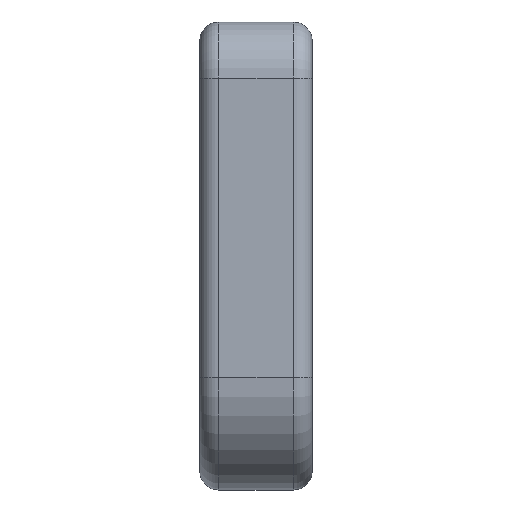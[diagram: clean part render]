
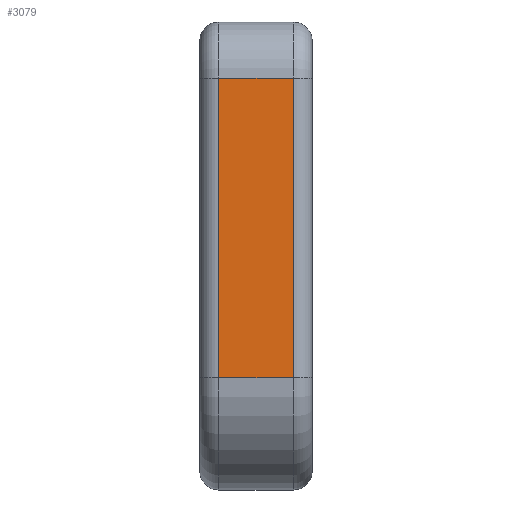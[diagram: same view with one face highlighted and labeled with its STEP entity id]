
A CAD part, left-side view. The second image highlights one B-rep face of the part: STEP entity #3079.
In plain terms, the highlighted planar face has unit normal (-1, 0, 0).
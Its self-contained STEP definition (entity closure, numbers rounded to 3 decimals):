
#410=LINE('',#5073,#695);
#413=LINE('',#5091,#698);
#438=LINE('',#5245,#723);
#444=LINE('',#5273,#729);
#695=VECTOR('',#4113,10.);
#698=VECTOR('',#4138,10.);
#723=VECTOR('',#4263,10.);
#729=VECTOR('',#4299,10.);
#813=PLANE('',#3421);
#992=FACE_OUTER_BOUND('',#1186,.T.);
#1186=EDGE_LOOP('',(#2690,#2691,#2692,#2693));
#1500=VERTEX_POINT('',#5067);
#1501=VERTEX_POINT('',#5071);
#1505=VERTEX_POINT('',#5089);
#1542=VERTEX_POINT('',#5243);
#1874=EDGE_CURVE('',#1500,#1501,#410,.T.);
#1883=EDGE_CURVE('',#1505,#1500,#413,.T.);
#1939=EDGE_CURVE('',#1542,#1505,#438,.T.);
#1954=EDGE_CURVE('',#1501,#1542,#444,.T.);
#2690=ORIENTED_EDGE('',*,*,#1874,.F.);
#2691=ORIENTED_EDGE('',*,*,#1883,.F.);
#2692=ORIENTED_EDGE('',*,*,#1939,.F.);
#2693=ORIENTED_EDGE('',*,*,#1954,.F.);
#3079=ADVANCED_FACE('',(#992),#813,.T.);
#3421=AXIS2_PLACEMENT_3D('',#5272,#4297,#4298);
#4113=DIRECTION('',(0.,0.,-1.));
#4138=DIRECTION('',(0.,-1.,0.));
#4263=DIRECTION('',(0.,0.,1.));
#4297=DIRECTION('center_axis',(-1.,0.,0.));
#4298=DIRECTION('ref_axis',(0.,0.,1.));
#4299=DIRECTION('',(0.,1.,0.));
#5067=CARTESIAN_POINT('',(-8.,1.,16.));
#5071=CARTESIAN_POINT('',(-8.,1.,0.));
#5073=CARTESIAN_POINT('',(-8.,1.,0.25));
#5089=CARTESIAN_POINT('',(-8.,5.,16.));
#5091=CARTESIAN_POINT('',(-8.,0.,16.));
#5243=CARTESIAN_POINT('',(-8.,5.,0.));
#5245=CARTESIAN_POINT('',(-8.,5.,0.25));
#5272=CARTESIAN_POINT('Origin',(-8.,0.,-6.));
#5273=CARTESIAN_POINT('',(-8.,0.,0.));
